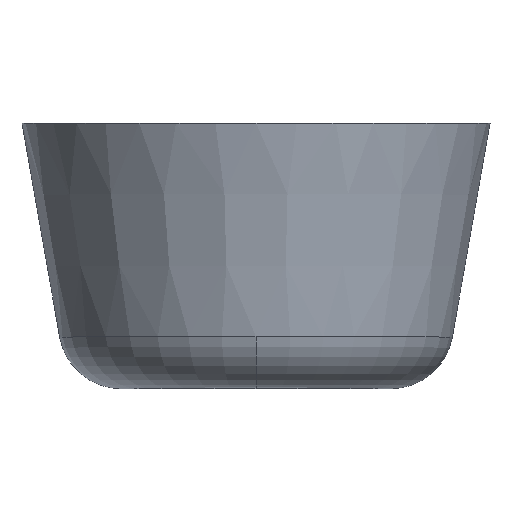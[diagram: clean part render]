
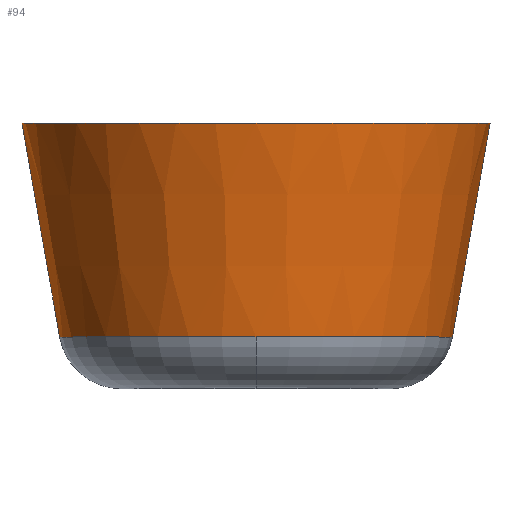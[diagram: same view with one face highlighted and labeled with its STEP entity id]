
A CAD part, top view. The second image highlights one B-rep face of the part: STEP entity #94.
In plain terms, the highlighted conical face has half-angle 10 degrees and reference radius 6.751 mm.
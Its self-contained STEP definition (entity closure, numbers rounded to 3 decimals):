
#44=CARTESIAN_POINT('',(6.001,4.25,0.0));
#45=DIRECTION('',(0.,1.0,0.0));
#46=DIRECTION('',(-1.0,0.0,0.0));
#47=AXIS2_PLACEMENT_3D('',#44,#45,#46);
#48=CONICAL_SURFACE('',#47,6.751,10.);
#49=CARTESIAN_POINT('',(-0.291,1.653,0.));
#50=VERTEX_POINT('',#49);
#51=CARTESIAN_POINT('',(-1.499,8.5,0.0));
#52=VERTEX_POINT('',#51);
#53=CARTESIAN_POINT('',(-0.291,1.653,0.));
#54=DIRECTION('',(-0.174,0.985,0.));
#55=VECTOR('',#54,6.953);
#56=LINE('',#53,#55);
#57=EDGE_CURVE('',#50,#52,#56,.T.);
#58=ORIENTED_EDGE('',*,*,#57,.F.);
#59=CARTESIAN_POINT('',(6.001,1.653,6.293));
#60=VERTEX_POINT('',#59);
#61=CARTESIAN_POINT('',(6.001,1.653,0.));
#62=DIRECTION('',(0.0,-1.0,0.0));
#63=DIRECTION('',(1.0,0.0,0.0));
#64=AXIS2_PLACEMENT_3D('',#61,#62,#63);
#65=CIRCLE('',#64,6.293);
#66=EDGE_CURVE('',#60,#50,#65,.T.);
#67=ORIENTED_EDGE('',*,*,#66,.F.);
#68=CARTESIAN_POINT('',(12.294,1.653,0.));
#69=VERTEX_POINT('',#68);
#70=CARTESIAN_POINT('',(6.001,1.653,0.));
#71=DIRECTION('',(0.0,-1.0,0.0));
#72=DIRECTION('',(1.0,0.0,0.0));
#73=AXIS2_PLACEMENT_3D('',#70,#71,#72);
#74=CIRCLE('',#73,6.293);
#75=EDGE_CURVE('',#69,#60,#74,.T.);
#76=ORIENTED_EDGE('',*,*,#75,.F.);
#77=CARTESIAN_POINT('',(13.501,8.5,0.));
#78=VERTEX_POINT('',#77);
#79=CARTESIAN_POINT('',(13.501,8.5,0.));
#80=DIRECTION('',(-0.174,-0.985,0.));
#81=VECTOR('',#80,6.953);
#82=LINE('',#79,#81);
#83=EDGE_CURVE('',#78,#69,#82,.T.);
#84=ORIENTED_EDGE('',*,*,#83,.F.);
#85=CARTESIAN_POINT('',(6.001,8.5,0.0));
#86=DIRECTION('',(0.0,1.0,0.0));
#87=DIRECTION('',(-1.0,0.0,0.0));
#88=AXIS2_PLACEMENT_3D('',#85,#86,#87);
#89=CIRCLE('',#88,7.5);
#90=EDGE_CURVE('',#52,#78,#89,.T.);
#91=ORIENTED_EDGE('',*,*,#90,.F.);
#92=EDGE_LOOP('',(#58,#67,#76,#84,#91));
#93=FACE_OUTER_BOUND('',#92,.T.);
#94=ADVANCED_FACE('',(#93),#48,.T.);
